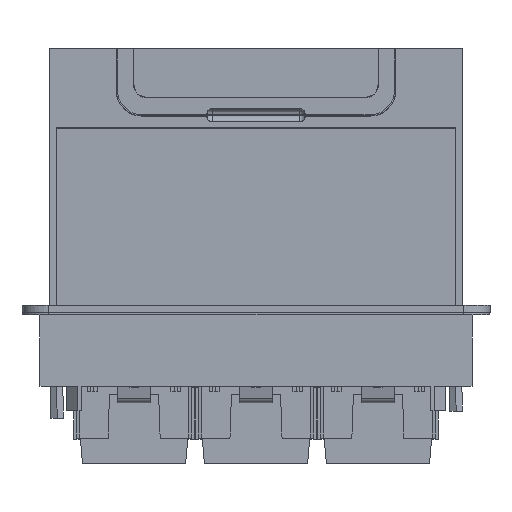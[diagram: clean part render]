
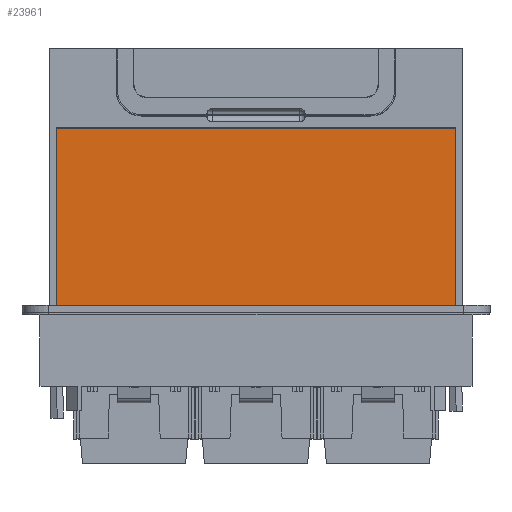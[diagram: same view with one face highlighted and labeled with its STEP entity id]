
A CAD part, front view. The second image highlights one B-rep face of the part: STEP entity #23961.
In plain terms, the highlighted face is planar.
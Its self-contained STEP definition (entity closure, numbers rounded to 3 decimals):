
#22928=CARTESIAN_POINT('Vertex',(-81.474,122.,5.1)) ;
#22931=CARTESIAN_POINT('Line Origine',(-22.77,122.,5.1)) ;
#22935=CARTESIAN_POINT('Vertex',(35.933,122.,5.1)) ;
#22991=CARTESIAN_POINT('Vertex',(35.933,-122.,5.1)) ;
#22994=CARTESIAN_POINT('Line Origine',(-22.77,-122.,5.1)) ;
#22998=CARTESIAN_POINT('Vertex',(-81.474,-122.,5.1)) ;
#23019=CARTESIAN_POINT('Line Origine',(-81.474,0.,5.1)) ;
#23945=CARTESIAN_POINT('Axis2P3D Location',(73.933,0.,5.1)) ;
#23950=CARTESIAN_POINT('Line Origine',(35.933,0.,5.1)) ;
#22932=DIRECTION('Vector Direction',(-1.,0.,0.)) ;
#22995=DIRECTION('Vector Direction',(-1.,0.,0.)) ;
#23020=DIRECTION('Vector Direction',(0.,-1.,0.)) ;
#23946=DIRECTION('Axis2P3D Direction',(0.,0.,1.)) ;
#23947=DIRECTION('Axis2P3D XDirection',(-1.,0.,0.)) ;
#23951=DIRECTION('Vector Direction',(0.,-1.,0.)) ;
#23948=AXIS2_PLACEMENT_3D('Plane Axis2P3D',#23945,#23946,#23947) ;
#23956=ORIENTED_EDGE('',*,*,#23000,.F.) ;
#23957=ORIENTED_EDGE('',*,*,#23954,.F.) ;
#23958=ORIENTED_EDGE('',*,*,#22937,.T.) ;
#23959=ORIENTED_EDGE('',*,*,#23023,.T.) ;
#22933=VECTOR('Line Direction',#22932,1.) ;
#22996=VECTOR('Line Direction',#22995,1.) ;
#23021=VECTOR('Line Direction',#23020,1.) ;
#23952=VECTOR('Line Direction',#23951,1.) ;
#23961=ADVANCED_FACE('Corps de pi\X2\00E8\X0\ce.3',(#23960),#23949,.T.) ;
#22937=EDGE_CURVE('',#22936,#22929,#22934,.T.) ;
#23000=EDGE_CURVE('',#22992,#22999,#22997,.T.) ;
#23023=EDGE_CURVE('',#22929,#22999,#23022,.T.) ;
#23954=EDGE_CURVE('',#22936,#22992,#23953,.T.) ;
#23955=EDGE_LOOP('',(#23956,#23957,#23958,#23959)) ;
#23960=FACE_OUTER_BOUND('',#23955,.T.) ;
#22934=LINE('Line',#22931,#22933) ;
#22997=LINE('Line',#22994,#22996) ;
#23022=LINE('Line',#23019,#23021) ;
#23953=LINE('Line',#23950,#23952) ;
#23949=PLANE('',#23948) ;
#22929=VERTEX_POINT('',#22928) ;
#22936=VERTEX_POINT('',#22935) ;
#22992=VERTEX_POINT('',#22991) ;
#22999=VERTEX_POINT('',#22998) ;
